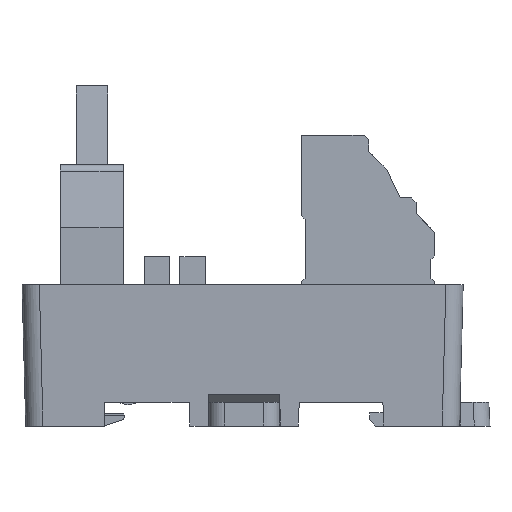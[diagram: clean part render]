
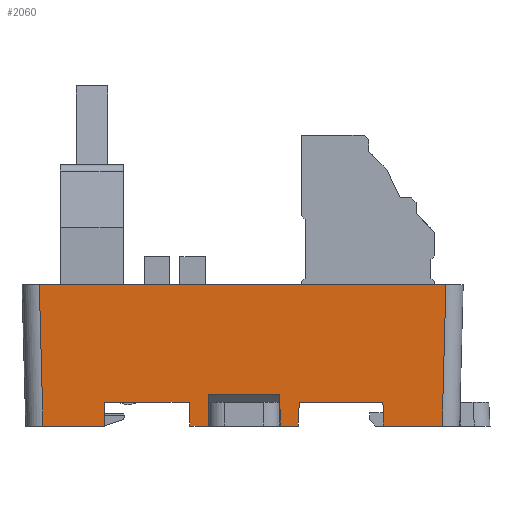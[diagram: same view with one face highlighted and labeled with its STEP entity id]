
A CAD part, left-side view. The second image highlights one B-rep face of the part: STEP entity #2060.
In plain terms, the highlighted planar face has unit normal (-1, 0, -0.026).
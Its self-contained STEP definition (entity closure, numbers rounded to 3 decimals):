
#1444=FACE_OUTER_BOUND('',#6192,.T.);
#2060=ADVANCED_FACE('',(#1444),#2661,.T.);
#2661=PLANE('',#12750);
#3402=LINE('',#16754,#4776);
#3426=LINE('',#16803,#4800);
#3443=LINE('',#16836,#4817);
#3454=LINE('',#16957,#4828);
#3477=LINE('',#17001,#4851);
#3485=LINE('',#17017,#4859);
#3541=LINE('',#17440,#4915);
#3547=LINE('',#17450,#4921);
#3548=LINE('',#17452,#4922);
#3549=LINE('',#17453,#4923);
#3550=LINE('',#17454,#4924);
#3551=LINE('',#17456,#4925);
#3552=LINE('',#17458,#4926);
#3553=LINE('',#17460,#4927);
#3554=LINE('',#17462,#4928);
#3555=LINE('',#17464,#4929);
#4776=VECTOR('',#13586,1.);
#4800=VECTOR('',#13612,1.);
#4817=VECTOR('',#13633,1.);
#4828=VECTOR('',#13658,1.);
#4851=VECTOR('',#13691,1.);
#4859=VECTOR('',#13703,1.);
#4915=VECTOR('',#13797,1.);
#4921=VECTOR('',#13811,1.);
#4922=VECTOR('',#13812,1.);
#4923=VECTOR('',#13813,1.);
#4924=VECTOR('',#13814,1.);
#4925=VECTOR('',#13815,1.);
#4926=VECTOR('',#13816,1.);
#4927=VECTOR('',#13817,1.);
#4928=VECTOR('',#13818,1.);
#4929=VECTOR('',#13819,1.);
#6192=EDGE_LOOP('',(#7261,#7262,#7263,#7264,#7265,#7266,#7267,#7268,#7269,
#7270,#7271,#7272,#7273,#7274,#7275,#7276));
#7261=ORIENTED_EDGE('',*,*,#11386,.T.);
#7262=ORIENTED_EDGE('',*,*,#11245,.T.);
#7263=ORIENTED_EDGE('',*,*,#11319,.T.);
#7264=ORIENTED_EDGE('',*,*,#11310,.T.);
#7265=ORIENTED_EDGE('',*,*,#11387,.T.);
#7266=ORIENTED_EDGE('',*,*,#11287,.T.);
#7267=ORIENTED_EDGE('',*,*,#11388,.T.);
#7268=ORIENTED_EDGE('',*,*,#11262,.T.);
#7269=ORIENTED_EDGE('',*,*,#11380,.F.);
#7270=ORIENTED_EDGE('',*,*,#11221,.T.);
#7271=ORIENTED_EDGE('',*,*,#11389,.F.);
#7272=ORIENTED_EDGE('',*,*,#11390,.F.);
#7273=ORIENTED_EDGE('',*,*,#11391,.T.);
#7274=ORIENTED_EDGE('',*,*,#11392,.F.);
#7275=ORIENTED_EDGE('',*,*,#11393,.T.);
#7276=ORIENTED_EDGE('',*,*,#11394,.F.);
#10159=VERTEX_POINT('',#16753);
#10160=VERTEX_POINT('',#16755);
#10183=VERTEX_POINT('',#16802);
#10184=VERTEX_POINT('',#16804);
#10197=VERTEX_POINT('',#16835);
#10198=VERTEX_POINT('',#16837);
#10217=VERTEX_POINT('',#16949);
#10220=VERTEX_POINT('',#16956);
#10237=VERTEX_POINT('',#17002);
#10238=VERTEX_POINT('',#17003);
#10279=VERTEX_POINT('',#17451);
#10280=VERTEX_POINT('',#17455);
#10281=VERTEX_POINT('',#17457);
#10282=VERTEX_POINT('',#17459);
#10283=VERTEX_POINT('',#17461);
#10284=VERTEX_POINT('',#17463);
#11221=EDGE_CURVE('',#10160,#10159,#3402,.T.);
#11245=EDGE_CURVE('',#10184,#10183,#3426,.T.);
#11262=EDGE_CURVE('',#10198,#10197,#3443,.T.);
#11287=EDGE_CURVE('',#10217,#10220,#3454,.T.);
#11310=EDGE_CURVE('',#10237,#10238,#3477,.T.);
#11319=EDGE_CURVE('',#10183,#10237,#3485,.T.);
#11380=EDGE_CURVE('',#10160,#10197,#3541,.T.);
#11386=EDGE_CURVE('',#10279,#10184,#3547,.T.);
#11387=EDGE_CURVE('',#10238,#10217,#3548,.T.);
#11388=EDGE_CURVE('',#10220,#10198,#3549,.T.);
#11389=EDGE_CURVE('',#10280,#10159,#3550,.T.);
#11390=EDGE_CURVE('',#10281,#10280,#3551,.T.);
#11391=EDGE_CURVE('',#10281,#10282,#3552,.T.);
#11392=EDGE_CURVE('',#10283,#10282,#3553,.T.);
#11393=EDGE_CURVE('',#10283,#10284,#3554,.T.);
#11394=EDGE_CURVE('',#10279,#10284,#3555,.T.);
#12750=AXIS2_PLACEMENT_3D('',#17465,#13820,#13821);
#13586=DIRECTION('',(0.,-1.,0.));
#13612=DIRECTION('',(0.,-1.,0.));
#13633=DIRECTION('',(0.,-1.,0.));
#13658=DIRECTION('',(0.,1.,0.));
#13691=DIRECTION('',(0.,-1.,0.));
#13703=DIRECTION('',(0.026,-0.017,-1.));
#13797=DIRECTION('',(0.026,0.017,-1.));
#13811=DIRECTION('',(-0.026,-0.035,0.999));
#13812=DIRECTION('',(-0.026,-0.026,0.999));
#13813=DIRECTION('',(0.026,-0.026,-0.999));
#13814=DIRECTION('',(-0.026,0.035,0.999));
#13815=DIRECTION('',(0.,1.,0.));
#13816=DIRECTION('',(-0.026,-0.009,1.));
#13817=DIRECTION('',(0.,1.,0.));
#13818=DIRECTION('',(0.026,-0.009,-1.));
#13819=DIRECTION('',(0.,1.,0.));
#13820=DIRECTION('',(-1.,0.,-0.026));
#13821=DIRECTION('',(0.026,0.,-1.));
#16753=CARTESIAN_POINT('',(-17.057,34.85,-15.));
#16754=CARTESIAN_POINT('',(-17.057,27.85,-15.));
#16755=CARTESIAN_POINT('',(-17.057,45.6,-15.));
#16802=CARTESIAN_POINT('',(-17.057,10.2,-15.));
#16803=CARTESIAN_POINT('',(-17.057,27.85,-15.));
#16804=CARTESIAN_POINT('',(-17.057,20.85,-15.));
#16835=CARTESIAN_POINT('',(-16.979,45.652,-18.));
#16836=CARTESIAN_POINT('',(-16.979,28.35,-18.));
#16837=CARTESIAN_POINT('',(-16.979,53.429,-18.));
#16949=CARTESIAN_POINT('',(-17.45,2.199,0.));
#16956=CARTESIAN_POINT('',(-17.45,53.901,0.));
#16957=CARTESIAN_POINT('',(-17.45,28.35,0.));
#17001=CARTESIAN_POINT('',(-16.979,27.85,-18.));
#17002=CARTESIAN_POINT('',(-16.979,10.148,-18.));
#17003=CARTESIAN_POINT('',(-16.979,2.671,-18.));
#17017=CARTESIAN_POINT('',(-17.458,10.467,0.309));
#17440=CARTESIAN_POINT('',(-17.026,45.621,-16.204));
#17450=CARTESIAN_POINT('',(-17.443,20.336,-0.282));
#17451=CARTESIAN_POINT('',(-16.979,20.955,-18.));
#17452=CARTESIAN_POINT('',(-17.433,2.217,-0.66));
#17453=CARTESIAN_POINT('',(-17.433,53.884,-0.66));
#17454=CARTESIAN_POINT('',(-17.026,34.808,-16.202));
#17455=CARTESIAN_POINT('',(-16.979,34.745,-18.));
#17456=CARTESIAN_POINT('',(-16.979,27.85,-18.));
#17457=CARTESIAN_POINT('',(-16.979,32.426,-18.));
#17458=CARTESIAN_POINT('',(-17.026,32.411,-16.204));
#17459=CARTESIAN_POINT('',(-17.083,32.391,-14.));
#17460=CARTESIAN_POINT('',(-17.083,28.35,-14.));
#17461=CARTESIAN_POINT('',(-17.083,23.309,-14.));
#17462=CARTESIAN_POINT('',(-17.026,23.29,-16.204));
#17463=CARTESIAN_POINT('',(-16.979,23.274,-18.));
#17464=CARTESIAN_POINT('',(-16.979,27.85,-18.));
#17465=CARTESIAN_POINT('',(-17.45,28.35,-0.003));
